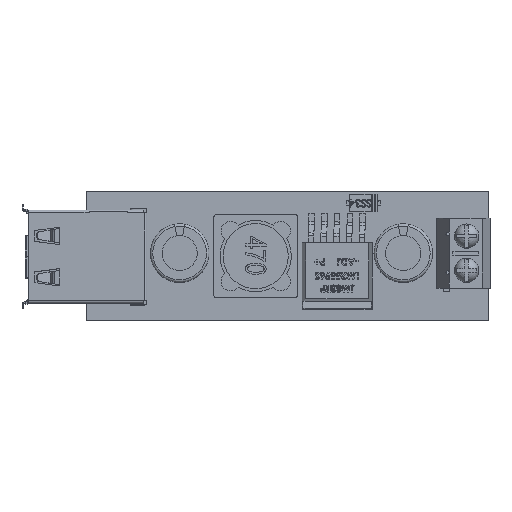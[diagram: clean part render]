
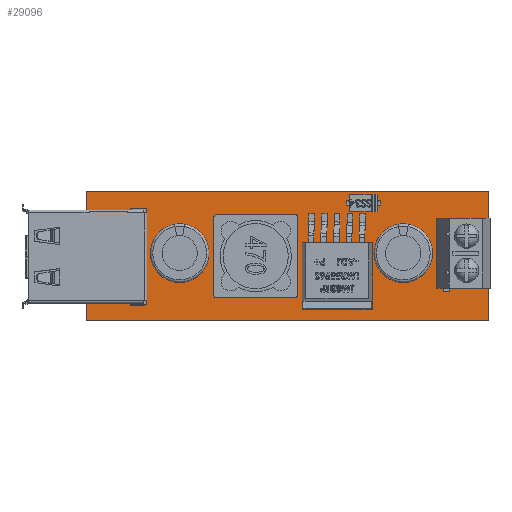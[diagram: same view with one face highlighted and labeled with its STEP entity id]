
A CAD part, top view. The second image highlights one B-rep face of the part: STEP entity #29096.
In plain terms, the highlighted planar face has unit normal (0, 0, 1).
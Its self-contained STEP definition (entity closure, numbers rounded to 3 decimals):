
#1754=PLANE('',#31133);
#3099=FACE_OUTER_BOUND('',#4606,.T.);
#4606=EDGE_LOOP('',(#25599,#25600,#25601,#25602));
#7514=LINE('',#49310,#10698);
#7515=LINE('',#49312,#10699);
#7516=LINE('',#49314,#10700);
#7517=LINE('',#49315,#10701);
#10698=VECTOR('',#37467,10.);
#10699=VECTOR('',#37468,10.);
#10700=VECTOR('',#37469,10.);
#10701=VECTOR('',#37470,10.);
#14089=VERTEX_POINT('',#49308);
#14090=VERTEX_POINT('',#49309);
#14091=VERTEX_POINT('',#49311);
#14092=VERTEX_POINT('',#49313);
#18100=EDGE_CURVE('',#14089,#14090,#7514,.T.);
#18101=EDGE_CURVE('',#14090,#14091,#7515,.T.);
#18102=EDGE_CURVE('',#14091,#14092,#7516,.T.);
#18103=EDGE_CURVE('',#14092,#14089,#7517,.T.);
#25599=ORIENTED_EDGE('',*,*,#18100,.T.);
#25600=ORIENTED_EDGE('',*,*,#18101,.T.);
#25601=ORIENTED_EDGE('',*,*,#18102,.T.);
#25602=ORIENTED_EDGE('',*,*,#18103,.T.);
#29096=ADVANCED_FACE('',(#3099),#1754,.T.);
#31133=AXIS2_PLACEMENT_3D('',#49307,#37465,#37466);
#37465=DIRECTION('center_axis',(0.,0.,1.));
#37466=DIRECTION('ref_axis',(0.,1.,0.));
#37467=DIRECTION('',(-1.,0.,0.));
#37468=DIRECTION('',(0.,-1.,0.));
#37469=DIRECTION('',(1.,0.,0.));
#37470=DIRECTION('',(0.,1.,0.));
#49307=CARTESIAN_POINT('Origin',(28.775,9.25,1.6));
#49308=CARTESIAN_POINT('',(57.55,18.5,1.6));
#49309=CARTESIAN_POINT('',(0.,18.5,1.6));
#49310=CARTESIAN_POINT('',(28.775,18.5,1.6));
#49311=CARTESIAN_POINT('',(0.,0.,1.6));
#49312=CARTESIAN_POINT('',(0.,9.25,1.6));
#49313=CARTESIAN_POINT('',(57.55,0.,1.6));
#49314=CARTESIAN_POINT('',(28.775,0.,1.6));
#49315=CARTESIAN_POINT('',(57.55,9.25,1.6));
